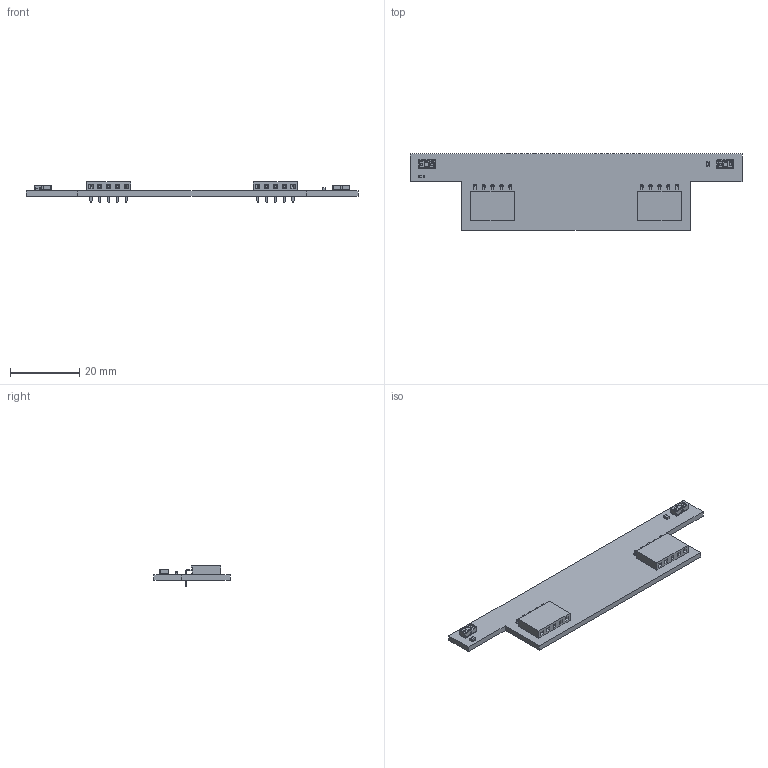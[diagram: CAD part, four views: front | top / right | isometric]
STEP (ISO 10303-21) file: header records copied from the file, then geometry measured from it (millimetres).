
FILE_DESCRIPTION(('KiCad electronic assembly'),'2;1');
FILE_NAME('front-array.step','2021-11-05T12:44:47',('Pcbnew'),('Kicad'), 'Open CASCADE STEP processor 7.5','KiCad to STEP converter','Unknown' );
FILE_SCHEMA(('AUTOMOTIVE_DESIGN { 1 0 10303 214 1 1 1 1 }'));
Length unit declared in the file: millimetre
Products named in the file (8): front-array 1; ST_VL53L1x; SOLID; C_0603_1608Metric; PinSocket_1x05_P2.54mm_Horizontal; COMPOUND
Assembly tree (10 placements, depth 3):
  front-array 1
    ST_VL53L1x  x2
      SOLID
    C_0603_1608Metric  x2
      SOLID
    PinSocket_1x05_P2.54mm_Horizontal  x2
      SOLID
    COMPOUND
Bounding box: 96 x 22 x 5.84 mm (x, y, z)
Volume: 3256.2 mm3; surface area: 4858.2 mm2
Topology: 7 solids, 7 shells, 562 faces, 1450 edges, 952 vertices
Faces by surface type: bspline 542, plane 10, cylinder 10
Full cylindrical faces by diameter (mm): 1 x10
Entity records: 18835 total; most frequent: CARTESIAN_POINT 6543, B_SPLINE_CURVE_WITH_KNOTS 1966, ORIENTED_EDGE 1504, PCURVE 1504, DEFINITIONAL_REPRESENTATION 1504, EDGE_CURVE 752, SURFACE_CURVE 738, VERTEX_POINT 494
